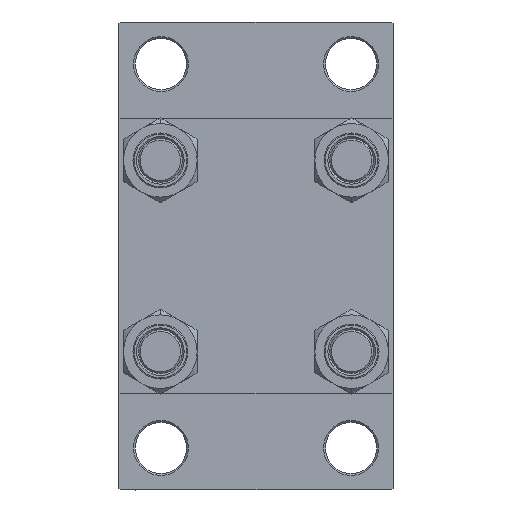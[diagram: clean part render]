
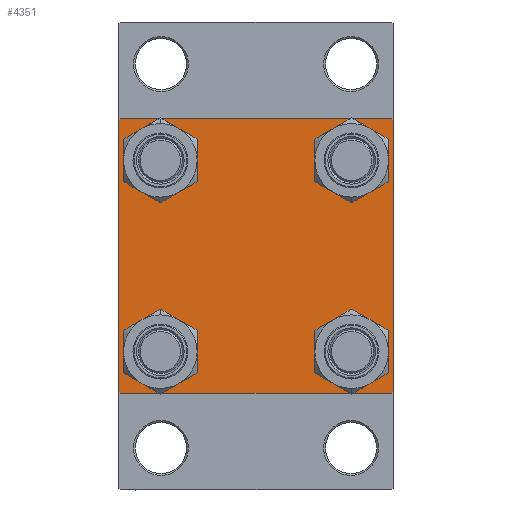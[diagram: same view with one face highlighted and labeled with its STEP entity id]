
A CAD part, left-side view. The second image highlights one B-rep face of the part: STEP entity #4351.
In plain terms, the highlighted planar face has unit normal (-1, 0, 0).
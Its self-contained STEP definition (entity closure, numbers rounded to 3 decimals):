
#19 = ORIENTED_EDGE ( 'NONE', *, *, #7323, .T. ) ;
#163 = VERTEX_POINT ( 'NONE', #4554 ) ;
#570 = DIRECTION ( 'NONE',  ( -1., 0., 0. ) ) ;
#1273 = CIRCLE ( 'NONE', #41404, 6.5 ) ;
#1555 = DIRECTION ( 'NONE',  ( 1., 0., 0. ) ) ;
#1754 = CARTESIAN_POINT ( 'NONE',  ( 0., -26.15, 19.65 ) ) ;
#1791 = EDGE_CURVE ( 'NONE', #6345, #14614, #29855, .T. ) ;
#1906 = CARTESIAN_POINT ( 'NONE',  ( 0., -37.25, -37.25 ) ) ;
#2111 = DIRECTION ( 'NONE',  ( 1., 0., 0. ) ) ;
#2425 = CARTESIAN_POINT ( 'NONE',  ( 0., 37., -37.5 ) ) ;
#2555 = CARTESIAN_POINT ( 'NONE',  ( 0., -37., -37.5 ) ) ;
#2560 = CARTESIAN_POINT ( 'NONE',  ( 0., 37.5, 37.5 ) ) ;
#2618 = EDGE_LOOP ( 'NONE', ( #29197, #19 ) ) ;
#3024 = CARTESIAN_POINT ( 'NONE',  ( 0., 37.5, 37. ) ) ;
#3197 = AXIS2_PLACEMENT_3D ( 'NONE', #32488, #39971, #36581 ) ;
#3429 = DIRECTION ( 'NONE',  ( 0., 0., 1. ) ) ;
#3786 = ORIENTED_EDGE ( 'NONE', *, *, #9676, .F. ) ;
#3956 = LINE ( 'NONE', #36836, #33304 ) ;
#4351 = ADVANCED_FACE ( 'NONE', ( #7821, #8054, #45277, #22817, #29588 ), #37550, .T. ) ;
#4554 = CARTESIAN_POINT ( 'NONE',  ( 0., 26.15, 32.65 ) ) ;
#4768 = ORIENTED_EDGE ( 'NONE', *, *, #18541, .F. ) ;
#4849 = DIRECTION ( 'NONE',  ( 0., 0.707, 0.707 ) ) ;
#4877 = VERTEX_POINT ( 'NONE', #43026 ) ;
#5117 = CARTESIAN_POINT ( 'NONE',  ( 0., -37.5, 37. ) ) ;
#5397 = VECTOR ( 'NONE', #39373, 1000. ) ;
#5467 = ORIENTED_EDGE ( 'NONE', *, *, #41580, .T. ) ;
#5489 = DIRECTION ( 'NONE',  ( 0., 0., 1. ) ) ;
#5872 = CARTESIAN_POINT ( 'NONE',  ( 0., -26.15, 26.15 ) ) ;
#6345 = VERTEX_POINT ( 'NONE', #36395 ) ;
#6509 = DIRECTION ( 'NONE',  ( 0., 0., 1. ) ) ;
#6718 = ORIENTED_EDGE ( 'NONE', *, *, #28288, .T. ) ;
#7323 = EDGE_CURVE ( 'NONE', #23210, #47443, #26857, .T. ) ;
#7655 = AXIS2_PLACEMENT_3D ( 'NONE', #39437, #1555, #9267 ) ;
#7821 = FACE_BOUND ( 'NONE', #2618, .T. ) ;
#8004 = EDGE_CURVE ( 'NONE', #13034, #30624, #25294, .T. ) ;
#8054 = FACE_BOUND ( 'NONE', #34667, .T. ) ;
#8849 = EDGE_CURVE ( 'NONE', #9000, #26832, #38838, .T. ) ;
#9000 = VERTEX_POINT ( 'NONE', #3024 ) ;
#9267 = DIRECTION ( 'NONE',  ( 0., 0., 1. ) ) ;
#9325 = DIRECTION ( 'NONE',  ( 0., 0., -1. ) ) ;
#9676 = EDGE_CURVE ( 'NONE', #32347, #4877, #18319, .T. ) ;
#9751 = CIRCLE ( 'NONE', #22120, 6.5 ) ;
#11219 = VECTOR ( 'NONE', #42169, 1000. ) ;
#11399 = AXIS2_PLACEMENT_3D ( 'NONE', #12513, #2111, #5489 ) ;
#11684 = DIRECTION ( 'NONE',  ( 0., 0., 1. ) ) ;
#11875 = CARTESIAN_POINT ( 'NONE',  ( 0., 26.15, -32.65 ) ) ;
#11948 = CARTESIAN_POINT ( 'NONE',  ( 0., -37.5, -37. ) ) ;
#12513 = CARTESIAN_POINT ( 'NONE',  ( 0., -26.15, -26.15 ) ) ;
#12681 = VERTEX_POINT ( 'NONE', #28384 ) ;
#13034 = VERTEX_POINT ( 'NONE', #33308 ) ;
#13082 = DIRECTION ( 'NONE',  ( 0., -1., 0. ) ) ;
#13301 = DIRECTION ( 'NONE',  ( 1., 0., 0. ) ) ;
#13888 = EDGE_LOOP ( 'NONE', ( #35933, #13978, #16211, #41491, #4768, #32178, #3786, #6718 ) ) ;
#13978 = ORIENTED_EDGE ( 'NONE', *, *, #16249, .T. ) ;
#14548 = EDGE_LOOP ( 'NONE', ( #31164, #29282 ) ) ;
#14614 = VERTEX_POINT ( 'NONE', #22484 ) ;
#15314 = CARTESIAN_POINT ( 'NONE',  ( 0., 0., 0. ) ) ;
#15497 = LINE ( 'NONE', #27098, #22616 ) ;
#16211 = ORIENTED_EDGE ( 'NONE', *, *, #19039, .T. ) ;
#16249 = EDGE_CURVE ( 'NONE', #26832, #24446, #42650, .T. ) ;
#18319 = LINE ( 'NONE', #43458, #5397 ) ;
#18541 = EDGE_CURVE ( 'NONE', #20913, #19686, #3956, .T. ) ;
#18842 = DIRECTION ( 'NONE',  ( 0., 0.707, -0.707 ) ) ;
#19039 = EDGE_CURVE ( 'NONE', #24446, #28643, #41851, .T. ) ;
#19686 = VERTEX_POINT ( 'NONE', #11948 ) ;
#20047 = EDGE_LOOP ( 'NONE', ( #28258, #20860 ) ) ;
#20390 = DIRECTION ( 'NONE',  ( 1., 0., 0. ) ) ;
#20658 = CARTESIAN_POINT ( 'NONE',  ( 0., 37.25, -37.25 ) ) ;
#20853 = DIRECTION ( 'NONE',  ( 0., 0., 1. ) ) ;
#20860 = ORIENTED_EDGE ( 'NONE', *, *, #23673, .T. ) ;
#20913 = VERTEX_POINT ( 'NONE', #5117 ) ;
#21001 = LINE ( 'NONE', #1906, #38236 ) ;
#21002 = CIRCLE ( 'NONE', #3197, 6.5 ) ;
#21373 = AXIS2_PLACEMENT_3D ( 'NONE', #41964, #34474, #38827 ) ;
#22120 = AXIS2_PLACEMENT_3D ( 'NONE', #25440, #36549, #3429 ) ;
#22484 = CARTESIAN_POINT ( 'NONE',  ( 0., -26.15, -32.65 ) ) ;
#22616 = VECTOR ( 'NONE', #4849, 1000. ) ;
#22817 = FACE_BOUND ( 'NONE', #14548, .T. ) ;
#23210 = VERTEX_POINT ( 'NONE', #1754 ) ;
#23619 = CARTESIAN_POINT ( 'NONE',  ( 0., 37., 37.5 ) ) ;
#23673 = EDGE_CURVE ( 'NONE', #30624, #13034, #21002, .T. ) ;
#23900 = CIRCLE ( 'NONE', #7655, 6.5 ) ;
#24160 = DIRECTION ( 'NONE',  ( 0., -0.707, 0.707 ) ) ;
#24446 = VERTEX_POINT ( 'NONE', #2425 ) ;
#25024 = DIRECTION ( 'NONE',  ( 0., 0., -1. ) ) ;
#25294 = CIRCLE ( 'NONE', #36886, 6.5 ) ;
#25440 = CARTESIAN_POINT ( 'NONE',  ( 0., 26.15, 26.15 ) ) ;
#26076 = EDGE_CURVE ( 'NONE', #20913, #4877, #15497, .T. ) ;
#26093 = ORIENTED_EDGE ( 'NONE', *, *, #1791, .T. ) ;
#26343 = VECTOR ( 'NONE', #13082, 1000. ) ;
#26832 = VERTEX_POINT ( 'NONE', #27341 ) ;
#26857 = CIRCLE ( 'NONE', #40756, 6.5 ) ;
#27098 = CARTESIAN_POINT ( 'NONE',  ( 0., -37.25, 37.25 ) ) ;
#27341 = CARTESIAN_POINT ( 'NONE',  ( 0., 37.5, -37. ) ) ;
#27589 = CARTESIAN_POINT ( 'NONE',  ( 0., 37.5, -37.5 ) ) ;
#28258 = ORIENTED_EDGE ( 'NONE', *, *, #8004, .T. ) ;
#28288 = EDGE_CURVE ( 'NONE', #32347, #9000, #28362, .T. ) ;
#28362 = LINE ( 'NONE', #44223, #42765 ) ;
#28384 = CARTESIAN_POINT ( 'NONE',  ( 0., 26.15, 19.65 ) ) ;
#28643 = VERTEX_POINT ( 'NONE', #2555 ) ;
#29197 = ORIENTED_EDGE ( 'NONE', *, *, #38363, .T. ) ;
#29211 = AXIS2_PLACEMENT_3D ( 'NONE', #15314, #570, #11684 ) ;
#29282 = ORIENTED_EDGE ( 'NONE', *, *, #47735, .T. ) ;
#29588 = FACE_OUTER_BOUND ( 'NONE', #13888, .T. ) ;
#29855 = CIRCLE ( 'NONE', #21373, 6.5 ) ;
#30155 = CARTESIAN_POINT ( 'NONE',  ( 0., -26.15, 32.65 ) ) ;
#30624 = VERTEX_POINT ( 'NONE', #11875 ) ;
#31164 = ORIENTED_EDGE ( 'NONE', *, *, #38907, .T. ) ;
#32029 = EDGE_CURVE ( 'NONE', #28643, #19686, #21001, .T. ) ;
#32178 = ORIENTED_EDGE ( 'NONE', *, *, #26076, .T. ) ;
#32347 = VERTEX_POINT ( 'NONE', #23619 ) ;
#32427 = CARTESIAN_POINT ( 'NONE',  ( 0., 26.15, -26.15 ) ) ;
#32488 = CARTESIAN_POINT ( 'NONE',  ( 0., 26.15, -26.15 ) ) ;
#33304 = VECTOR ( 'NONE', #25024, 1000. ) ;
#33308 = CARTESIAN_POINT ( 'NONE',  ( 0., 26.15, -19.65 ) ) ;
#34474 = DIRECTION ( 'NONE',  ( 1., 0., 0. ) ) ;
#34667 = EDGE_LOOP ( 'NONE', ( #26093, #5467 ) ) ;
#35933 = ORIENTED_EDGE ( 'NONE', *, *, #8849, .T. ) ;
#36395 = CARTESIAN_POINT ( 'NONE',  ( 0., -26.15, -19.65 ) ) ;
#36549 = DIRECTION ( 'NONE',  ( 1., 0., 0. ) ) ;
#36581 = DIRECTION ( 'NONE',  ( 0., 0., 1. ) ) ;
#36836 = CARTESIAN_POINT ( 'NONE',  ( 0., -37.5, 37.5 ) ) ;
#36886 = AXIS2_PLACEMENT_3D ( 'NONE', #32427, #47177, #20853 ) ;
#37550 = PLANE ( 'NONE',  #29211 ) ;
#38236 = VECTOR ( 'NONE', #24160, 1000. ) ;
#38363 = EDGE_CURVE ( 'NONE', #47443, #23210, #1273, .T. ) ;
#38827 = DIRECTION ( 'NONE',  ( 0., 0., 1. ) ) ;
#38838 = LINE ( 'NONE', #2560, #42357 ) ;
#38907 = EDGE_CURVE ( 'NONE', #163, #12681, #9751, .T. ) ;
#39373 = DIRECTION ( 'NONE',  ( 0., -1., 0. ) ) ;
#39394 = CARTESIAN_POINT ( 'NONE',  ( 0., -26.15, 26.15 ) ) ;
#39437 = CARTESIAN_POINT ( 'NONE',  ( 0., 26.15, 26.15 ) ) ;
#39971 = DIRECTION ( 'NONE',  ( 1., 0., 0. ) ) ;
#40756 = AXIS2_PLACEMENT_3D ( 'NONE', #39394, #13301, #6509 ) ;
#41404 = AXIS2_PLACEMENT_3D ( 'NONE', #5872, #20390, #47374 ) ;
#41491 = ORIENTED_EDGE ( 'NONE', *, *, #32029, .T. ) ;
#41580 = EDGE_CURVE ( 'NONE', #14614, #6345, #46919, .T. ) ;
#41851 = LINE ( 'NONE', #27589, #26343 ) ;
#41964 = CARTESIAN_POINT ( 'NONE',  ( 0., -26.15, -26.15 ) ) ;
#42169 = DIRECTION ( 'NONE',  ( 0., -0.707, -0.707 ) ) ;
#42357 = VECTOR ( 'NONE', #9325, 1000. ) ;
#42650 = LINE ( 'NONE', #20658, #11219 ) ;
#42765 = VECTOR ( 'NONE', #18842, 1000. ) ;
#43026 = CARTESIAN_POINT ( 'NONE',  ( 0., -37., 37.5 ) ) ;
#43458 = CARTESIAN_POINT ( 'NONE',  ( 0., 37.5, 37.5 ) ) ;
#44223 = CARTESIAN_POINT ( 'NONE',  ( 0., 37.25, 37.25 ) ) ;
#45277 = FACE_BOUND ( 'NONE', #20047, .T. ) ;
#46919 = CIRCLE ( 'NONE', #11399, 6.5 ) ;
#47177 = DIRECTION ( 'NONE',  ( 1., 0., 0. ) ) ;
#47374 = DIRECTION ( 'NONE',  ( 0., 0., 1. ) ) ;
#47443 = VERTEX_POINT ( 'NONE', #30155 ) ;
#47735 = EDGE_CURVE ( 'NONE', #12681, #163, #23900, .T. ) ;
